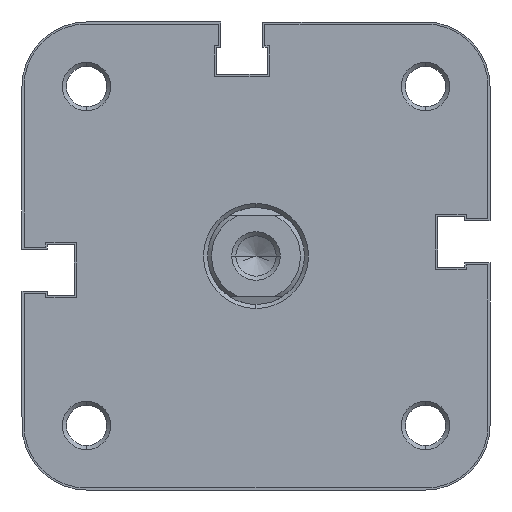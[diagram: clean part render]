
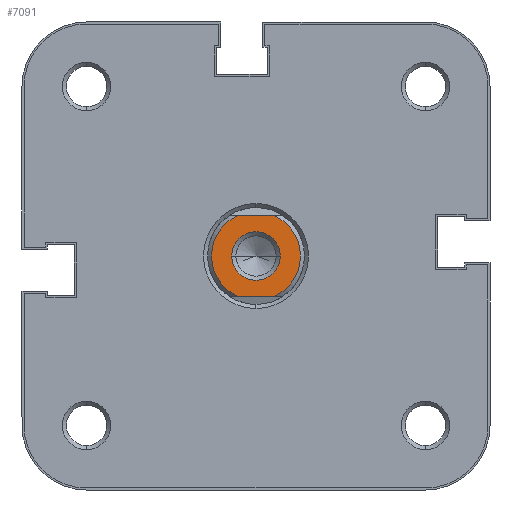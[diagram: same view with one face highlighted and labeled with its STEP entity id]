
A CAD part, left-side view. The second image highlights one B-rep face of the part: STEP entity #7091.
In plain terms, the highlighted face is planar.
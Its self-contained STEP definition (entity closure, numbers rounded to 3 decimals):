
#114 = CARTESIAN_POINT ( 'NONE',  ( 559., 0., 0. ) ) ;
#115 = DIRECTION ( 'NONE',  ( -1., 0., 0. ) ) ;
#116 = DIRECTION ( 'NONE',  ( 0., -1., 0. ) ) ;
#237 = CARTESIAN_POINT ( 'NONE',  ( 559., 0., 0. ) ) ;
#246 = CARTESIAN_POINT ( 'NONE',  ( 559., 0., 0. ) ) ;
#247 = DIRECTION ( 'NONE',  ( 1., 0., 0. ) ) ;
#248 = DIRECTION ( 'NONE',  ( 0., -1., 0. ) ) ;
#249 = CARTESIAN_POINT ( 'NONE',  ( 559., 0., 0. ) ) ;
#250 = DIRECTION ( 'NONE',  ( -1., 0., 0. ) ) ;
#251 = DIRECTION ( 'NONE',  ( 0., -1., 0. ) ) ;
#253 = DIRECTION ( 'NONE',  ( 1., 0., 0. ) ) ;
#254 = DIRECTION ( 'NONE',  ( 0., -1., 0. ) ) ;
#255 = CARTESIAN_POINT ( 'NONE',  ( 559., -5., 3.317 ) ) ;
#256 = DIRECTION ( 'NONE',  ( 0., 0., 1. ) ) ;
#257 = CARTESIAN_POINT ( 'NONE',  ( 559., 5., 3.317 ) ) ;
#258 = DIRECTION ( 'NONE',  ( 0., 0., -1. ) ) ;
#1316 = CARTESIAN_POINT ( 'NONE',  ( 559., 0., 3. ) ) ;
#1317 = CARTESIAN_POINT ( 'NONE',  ( 559., 0., -3. ) ) ;
#1356 = CARTESIAN_POINT ( 'NONE',  ( 559., -5., -2.291 ) ) ;
#1357 = CARTESIAN_POINT ( 'NONE',  ( 559., -5., 2.291 ) ) ;
#1358 = CARTESIAN_POINT ( 'NONE',  ( 559., 5., -2.291 ) ) ;
#1359 = CARTESIAN_POINT ( 'NONE',  ( 559., 5., 2.291 ) ) ;
#2300 = CARTESIAN_POINT ( 'NONE',  ( 559., 6., 0. ) ) ;
#2306 = PLANE ( 'NONE',  #5050 ) ;
#2307 = DIRECTION ( 'NONE',  ( -1., 0., 0. ) ) ;
#2308 = DIRECTION ( 'NONE',  ( 0., -1., 0. ) ) ;
#2906 = FACE_OUTER_BOUND ( 'NONE', #5739, .T. ) ;
#2919 = FACE_BOUND ( 'NONE', #5734, .T. ) ;
#3349 = CIRCLE ( 'NONE', #4691, 3. ) ;
#3410 = LINE ( 'NONE', #255, #3415 ) ;
#3414 = CIRCLE ( 'NONE', #4708, 5.5 ) ;
#3415 = VECTOR ( 'NONE', #256, 1000. ) ;
#3416 = CIRCLE ( 'NONE', #4706, 3. ) ;
#3417 = CIRCLE ( 'NONE', #4710, 5.5 ) ;
#3418 = LINE ( 'NONE', #257, #3419 ) ;
#3419 = VECTOR ( 'NONE', #258, 1000. ) ;
#4266 = EDGE_CURVE ( 'NONE', #6511, #6510, #3349, .T. ) ;
#4316 = EDGE_CURVE ( 'NONE', #6553, #6551, #3414, .T. ) ;
#4317 = EDGE_CURVE ( 'NONE', #6510, #6511, #3416, .T. ) ;
#4318 = EDGE_CURVE ( 'NONE', #6550, #6552, #3417, .T. ) ;
#4319 = EDGE_CURVE ( 'NONE', #6550, #6551, #3410, .T. ) ;
#4320 = EDGE_CURVE ( 'NONE', #6553, #6552, #3418, .T. ) ;
#4691 = AXIS2_PLACEMENT_3D ( 'NONE', #114, #115, #116 ) ;
#4706 = AXIS2_PLACEMENT_3D ( 'NONE', #249, #250, #251 ) ;
#4708 = AXIS2_PLACEMENT_3D ( 'NONE', #237, #247, #248 ) ;
#4710 = AXIS2_PLACEMENT_3D ( 'NONE', #246, #253, #254 ) ;
#5050 = AXIS2_PLACEMENT_3D ( 'NONE', #2300, #2307, #2308 ) ;
#5188 = ORIENTED_EDGE ( 'NONE', *, *, #4318, .T. ) ;
#5211 = ORIENTED_EDGE ( 'NONE', *, *, #4320, .F. ) ;
#5212 = ORIENTED_EDGE ( 'NONE', *, *, #4266, .T. ) ;
#5214 = ORIENTED_EDGE ( 'NONE', *, *, #4316, .T. ) ;
#5231 = ORIENTED_EDGE ( 'NONE', *, *, #4317, .T. ) ;
#5238 = ORIENTED_EDGE ( 'NONE', *, *, #4319, .F. ) ;
#5734 = EDGE_LOOP ( 'NONE', ( #5212, #5231 ) ) ;
#5739 = EDGE_LOOP ( 'NONE', ( #5238, #5188, #5211, #5214 ) ) ;
#6510 = VERTEX_POINT ( 'NONE', #1316 ) ;
#6511 = VERTEX_POINT ( 'NONE', #1317 ) ;
#6550 = VERTEX_POINT ( 'NONE', #1356 ) ;
#6551 = VERTEX_POINT ( 'NONE', #1357 ) ;
#6552 = VERTEX_POINT ( 'NONE', #1358 ) ;
#6553 = VERTEX_POINT ( 'NONE', #1359 ) ;
#7091 = ADVANCED_FACE ( 'NONE', ( #2919, #2906 ), #2306, .F. ) ;
